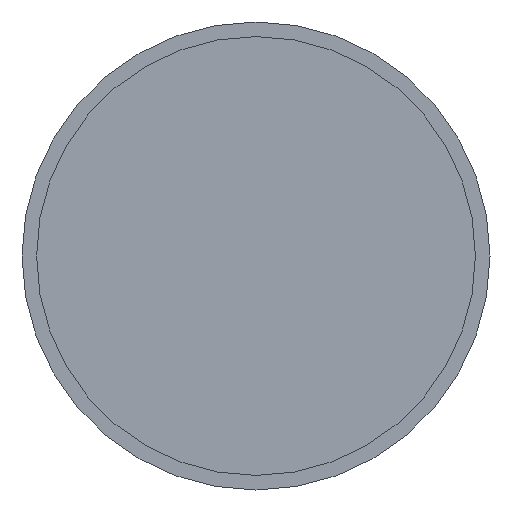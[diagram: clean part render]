
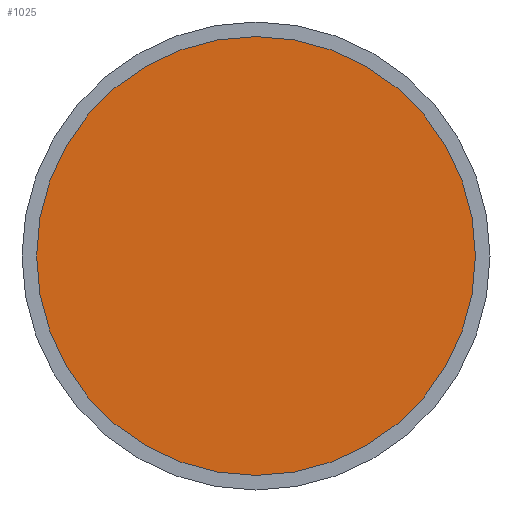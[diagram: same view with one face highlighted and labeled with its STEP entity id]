
A CAD part, front view. The second image highlights one B-rep face of the part: STEP entity #1025.
In plain terms, the highlighted planar face has unit normal (0, -1, 0).
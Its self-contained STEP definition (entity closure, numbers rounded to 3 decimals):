
#102=CIRCLE('',#1138,15.);
#185=FACE_OUTER_BOUND('',#254,.T.);
#254=EDGE_LOOP('',(#744));
#446=VERTEX_POINT('',#1699);
#556=EDGE_CURVE('',#446,#446,#102,.T.);
#744=ORIENTED_EDGE('',*,*,#556,.T.);
#921=PLANE('',#1140);
#1025=ADVANCED_FACE('',(#185),#921,.T.);
#1138=AXIS2_PLACEMENT_3D('',#1700,#1365,#1366);
#1140=AXIS2_PLACEMENT_3D('',#1704,#1370,#1371);
#1365=DIRECTION('center_axis',(0.,-1.,0.));
#1366=DIRECTION('ref_axis',(1.,0.,0.));
#1370=DIRECTION('center_axis',(0.,-1.,0.));
#1371=DIRECTION('ref_axis',(0.,0.,-1.));
#1699=CARTESIAN_POINT('',(-15.,-19.,0.));
#1700=CARTESIAN_POINT('Origin',(0.,-19.,0.));
#1704=CARTESIAN_POINT('Origin',(7.5,-19.,0.));
